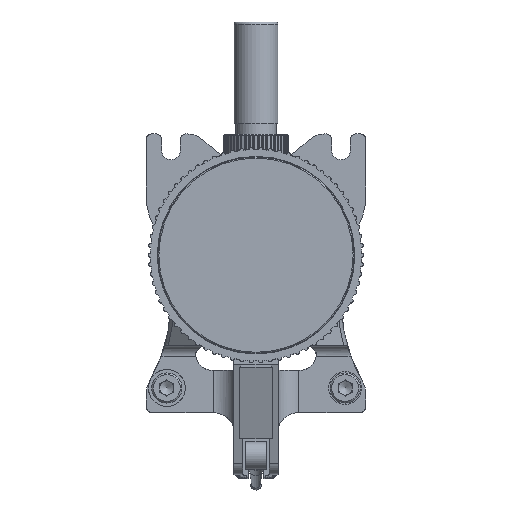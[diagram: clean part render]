
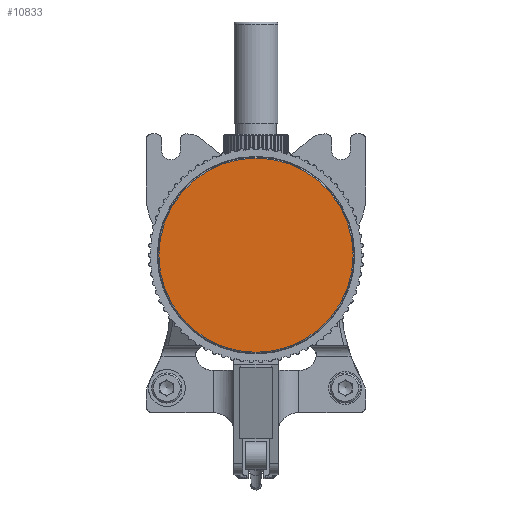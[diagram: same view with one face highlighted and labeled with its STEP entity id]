
A CAD part, front view. The second image highlights one B-rep face of the part: STEP entity #10833.
In plain terms, the highlighted face is planar.
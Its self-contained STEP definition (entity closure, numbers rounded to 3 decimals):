
#537=PLANE('',#12052);
#1356=FACE_OUTER_BOUND('',#2025,.T.);
#2025=EDGE_LOOP('',(#9138));
#4149=CIRCLE('',#12046,17.7);
#4975=VERTEX_POINT('',#18517);
#6409=EDGE_CURVE('',#4975,#4975,#4149,.T.);
#9138=ORIENTED_EDGE('',*,*,#6409,.T.);
#10833=ADVANCED_FACE('',(#1356),#537,.T.);
#12046=AXIS2_PLACEMENT_3D('',#18518,#14721,#14722);
#12052=AXIS2_PLACEMENT_3D('',#18528,#14734,#14735);
#14721=DIRECTION('center_axis',(0.,0.,1.));
#14722=DIRECTION('ref_axis',(1.,0.,0.));
#14734=DIRECTION('center_axis',(0.,0.,1.));
#14735=DIRECTION('ref_axis',(1.,0.,0.));
#18517=CARTESIAN_POINT('',(18.8,0.,17.564));
#18518=CARTESIAN_POINT('Origin',(36.5,0.,17.564));
#18528=CARTESIAN_POINT('Origin',(36.5,0.,17.564));
